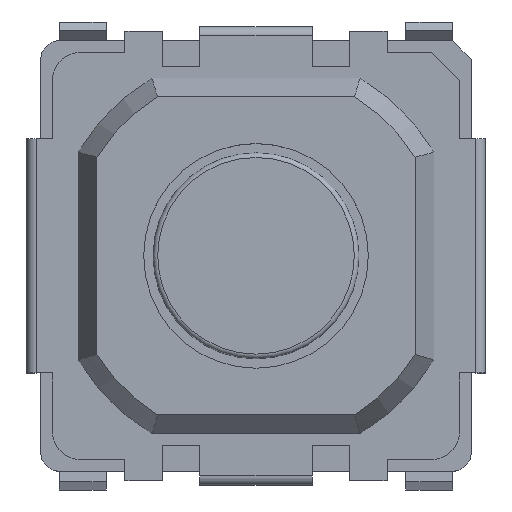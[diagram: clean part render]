
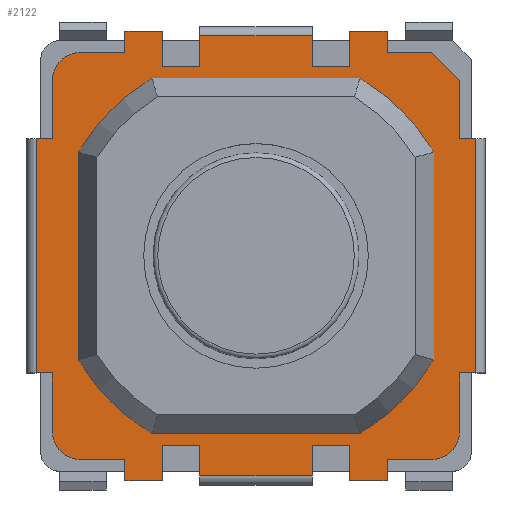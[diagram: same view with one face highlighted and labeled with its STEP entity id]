
A CAD part, top view. The second image highlights one B-rep face of the part: STEP entity #2122.
In plain terms, the highlighted planar face has unit normal (0, 0, 1).
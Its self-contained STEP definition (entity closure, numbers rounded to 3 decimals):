
#13=DIRECTION('',(0.,0.,1.));
#29=DIRECTION('',(0.,-0.,-1.));
#30=DIRECTION('',(1.,0.,0.));
#67=VECTOR('',#30,1.);
#105=VECTOR('',#106,1.);
#106=DIRECTION('',(0.,1.,0.));
#113=VECTOR('',#114,1.);
#114=DIRECTION('',(-0.707,0.707,0.));
#135=VECTOR('',#136,1.);
#136=DIRECTION('',(0.,-1.,0.));
#147=VECTOR('',#148,1.);
#148=DIRECTION('',(-1.,0.,0.));
#180=DIRECTION('',(-0.,0.,1.));
#309=DIRECTION('',(0.,0.,-1.));
#506=DIRECTION('',(1.,0.,0.));
#516=VECTOR('',#506,1.);
#676=VECTOR('',#677,1.);
#677=DIRECTION('',(0.,-1.,-0.));
#751=VECTOR('',#752,1.);
#752=DIRECTION('',(0.,-1.,0.));
#1062=VECTOR('',#1063,1.);
#1063=DIRECTION('',(0.,1.,0.));
#1297=VECTOR('',#1298,1.);
#1298=DIRECTION('',(-1.,0.,0.));
#1305=VERTEX_POINT('',#1306);
#1306=CARTESIAN_POINT('',(-2.175,-1.25,0.8));
#1309=EDGE_CURVE('',#1305,#1310,#1312,.T.);
#1310=VERTEX_POINT('',#1311);
#1311=CARTESIAN_POINT('',(-2.35,-1.25,0.8));
#1312=LINE('',#1306,#1297);
#1327=ORIENTED_EDGE('',*,*,#1328,.T.);
#1328=EDGE_CURVE('',#1305,#1329,#1331,.T.);
#1329=VERTEX_POINT('',#1330);
#1330=CARTESIAN_POINT('',(-2.175,-1.875,0.8));
#1331=LINE('',#1332,#135);
#1332=CARTESIAN_POINT('',(-2.175,2.175,0.8));
#1342=ORIENTED_EDGE('',*,*,#1343,.F.);
#1343=EDGE_CURVE('',#1344,#1329,#1346,.T.);
#1344=VERTEX_POINT('',#1345);
#1345=CARTESIAN_POINT('',(-1.875,-2.175,0.8));
#1346=CIRCLE('',#1347,0.3);
#1347=AXIS2_PLACEMENT_3D('',#1348,#29,#30);
#1348=CARTESIAN_POINT('',(-1.875,-1.875,0.8));
#1358=ORIENTED_EDGE('',*,*,#1359,.T.);
#1359=EDGE_CURVE('',#1344,#1360,#1362,.T.);
#1360=VERTEX_POINT('',#1361);
#1361=CARTESIAN_POINT('',(-1.4,-2.175,0.8));
#1362=LINE('',#1363,#67);
#1363=CARTESIAN_POINT('',(-2.175,-2.175,0.8));
#1373=ORIENTED_EDGE('',*,*,#1374,.T.);
#1374=EDGE_CURVE('',#1360,#1375,#1377,.T.);
#1375=VERTEX_POINT('',#1376);
#1376=CARTESIAN_POINT('',(-1.4,-2.4,0.8));
#1377=LINE('',#1361,#676);
#1389=VERTEX_POINT('',#1390);
#1390=CARTESIAN_POINT('',(-1.4,2.175,0.8));
#1393=EDGE_CURVE('',#1389,#1394,#1396,.T.);
#1394=VERTEX_POINT('',#1395);
#1395=CARTESIAN_POINT('',(-1.4,2.4,0.8));
#1396=LINE('',#1390,#105);
#1406=ORIENTED_EDGE('',*,*,#1407,.T.);
#1407=EDGE_CURVE('',#1389,#1408,#1410,.T.);
#1408=VERTEX_POINT('',#1409);
#1409=CARTESIAN_POINT('',(-1.875,2.175,0.8));
#1410=LINE('',#1411,#147);
#1411=CARTESIAN_POINT('',(2.175,2.175,0.8));
#1423=VERTEX_POINT('',#1424);
#1424=CARTESIAN_POINT('',(-2.175,1.875,0.8));
#1427=EDGE_CURVE('',#1408,#1423,#1428,.T.);
#1428=CIRCLE('',#1429,0.3);
#1429=AXIS2_PLACEMENT_3D('',#1430,#180,#30);
#1430=CARTESIAN_POINT('',(-1.875,1.875,0.8));
#1436=ORIENTED_EDGE('',*,*,#1437,.T.);
#1437=EDGE_CURVE('',#1423,#1438,#1331,.T.);
#1438=VERTEX_POINT('',#1439);
#1439=CARTESIAN_POINT('',(-2.175,1.25,0.8));
#1458=ORIENTED_EDGE('',*,*,#1459,.T.);
#1459=EDGE_CURVE('',#1438,#1460,#1462,.T.);
#1460=VERTEX_POINT('',#1461);
#1461=CARTESIAN_POINT('',(-2.35,1.25,0.8));
#1462=LINE('',#1439,#1297);
#1528=EDGE_CURVE('',#1394,#1529,#1531,.T.);
#1529=VERTEX_POINT('',#1530);
#1530=CARTESIAN_POINT('',(-1.,2.4,0.8));
#1531=LINE('',#1395,#67);
#1542=EDGE_CURVE('',#1529,#1543,#1545,.T.);
#1543=VERTEX_POINT('',#1544);
#1544=CARTESIAN_POINT('',(-1.,2.025,0.8));
#1545=LINE('',#1530,#135);
#1557=VERTEX_POINT('',#1558);
#1558=CARTESIAN_POINT('',(-0.6,2.025,0.8));
#1561=EDGE_CURVE('',#1557,#1562,#1564,.T.);
#1562=VERTEX_POINT('',#1563);
#1563=CARTESIAN_POINT('',(-0.6,2.35,0.8));
#1564=LINE('',#1558,#1565);
#1565=VECTOR('',#1566,1.);
#1566=DIRECTION('',(0.,1.,0.));
#1595=EDGE_CURVE('',#1543,#1557,#1596,.T.);
#1596=LINE('',#1544,#67);
#1621=VERTEX_POINT('',#1622);
#1622=CARTESIAN_POINT('',(0.6,2.025,0.8));
#1638=VERTEX_POINT('',#1639);
#1639=CARTESIAN_POINT('',(0.6,2.35,0.8));
#1643=EDGE_CURVE('',#1638,#1621,#1644,.T.);
#1644=LINE('',#1639,#1645);
#1645=VECTOR('',#1646,1.);
#1646=DIRECTION('',(0.,-1.,0.));
#1655=VERTEX_POINT('',#1656);
#1656=CARTESIAN_POINT('',(1.,2.025,0.8));
#1659=EDGE_CURVE('',#1655,#1660,#1662,.T.);
#1660=VERTEX_POINT('',#1661);
#1661=CARTESIAN_POINT('',(1.,2.4,0.8));
#1662=LINE('',#1656,#105);
#1674=EDGE_CURVE('',#1621,#1655,#1675,.T.);
#1675=LINE('',#1622,#67);
#1685=EDGE_CURVE('',#1660,#1686,#1688,.T.);
#1686=VERTEX_POINT('',#1687);
#1687=CARTESIAN_POINT('',(1.4,2.4,0.8));
#1688=LINE('',#1661,#67);
#1699=EDGE_CURVE('',#1686,#1700,#1702,.T.);
#1700=VERTEX_POINT('',#1701);
#1701=CARTESIAN_POINT('',(1.4,2.175,0.8));
#1702=LINE('',#1687,#135);
#1719=VECTOR('',#1720,1.);
#1720=DIRECTION('',(1.,0.,0.));
#1727=VERTEX_POINT('',#1728);
#1728=CARTESIAN_POINT('',(2.175,1.25,0.8));
#1731=EDGE_CURVE('',#1727,#1732,#1734,.T.);
#1732=VERTEX_POINT('',#1733);
#1733=CARTESIAN_POINT('',(2.35,1.25,0.8));
#1734=LINE('',#1728,#1719);
#1749=ORIENTED_EDGE('',*,*,#1750,.T.);
#1750=EDGE_CURVE('',#1727,#1751,#1753,.T.);
#1751=VERTEX_POINT('',#1752);
#1752=CARTESIAN_POINT('',(2.175,1.875,0.8));
#1753=LINE('',#1754,#105);
#1754=CARTESIAN_POINT('',(2.175,-2.175,0.8));
#1764=ORIENTED_EDGE('',*,*,#1765,.T.);
#1765=EDGE_CURVE('',#1751,#1766,#1768,.T.);
#1766=VERTEX_POINT('',#1767);
#1767=CARTESIAN_POINT('',(1.875,2.175,0.8));
#1768=LINE('',#1769,#113);
#1769=CARTESIAN_POINT('',(2.025,2.025,0.8));
#1779=ORIENTED_EDGE('',*,*,#1780,.T.);
#1780=EDGE_CURVE('',#1766,#1700,#1410,.T.);
#1806=VERTEX_POINT('',#1807);
#1807=CARTESIAN_POINT('',(1.4,-2.4,0.8));
#1809=ORIENTED_EDGE('',*,*,#1810,.T.);
#1810=EDGE_CURVE('',#1806,#1811,#1813,.T.);
#1811=VERTEX_POINT('',#1812);
#1812=CARTESIAN_POINT('',(1.4,-2.175,0.8));
#1813=LINE('',#1807,#105);
#1824=ORIENTED_EDGE('',*,*,#1825,.T.);
#1825=EDGE_CURVE('',#1811,#1826,#1362,.T.);
#1826=VERTEX_POINT('',#1827);
#1827=CARTESIAN_POINT('',(1.875,-2.175,0.8));
#1835=ORIENTED_EDGE('',*,*,#1836,.F.);
#1836=EDGE_CURVE('',#1837,#1826,#1839,.T.);
#1837=VERTEX_POINT('',#1838);
#1838=CARTESIAN_POINT('',(2.175,-1.875,0.8));
#1839=CIRCLE('',#1840,0.3);
#1840=AXIS2_PLACEMENT_3D('',#1841,#29,#30);
#1841=CARTESIAN_POINT('',(1.875,-1.875,0.8));
#1851=ORIENTED_EDGE('',*,*,#1852,.T.);
#1852=EDGE_CURVE('',#1837,#1853,#1753,.T.);
#1853=VERTEX_POINT('',#1854);
#1854=CARTESIAN_POINT('',(2.175,-1.25,0.8));
#1873=ORIENTED_EDGE('',*,*,#1874,.T.);
#1874=EDGE_CURVE('',#1853,#1875,#1877,.T.);
#1875=VERTEX_POINT('',#1876);
#1876=CARTESIAN_POINT('',(2.35,-1.25,0.8));
#1877=LINE('',#1854,#1719);
#1943=VERTEX_POINT('',#1944);
#1944=CARTESIAN_POINT('',(1.,-2.4,0.8));
#1946=ORIENTED_EDGE('',*,*,#1947,.T.);
#1947=EDGE_CURVE('',#1943,#1806,#1948,.T.);
#1948=LINE('',#1944,#67);
#1960=VERTEX_POINT('',#1961);
#1961=CARTESIAN_POINT('',(1.,-2.025,0.8));
#1963=ORIENTED_EDGE('',*,*,#1964,.F.);
#1964=EDGE_CURVE('',#1943,#1960,#1965,.T.);
#1965=LINE('',#1944,#105);
#1974=VERTEX_POINT('',#1975);
#1975=CARTESIAN_POINT('',(0.6,-2.025,0.8));
#1995=VERTEX_POINT('',#1996);
#1996=CARTESIAN_POINT('',(0.6,-2.35,0.8));
#2001=ORIENTED_EDGE('',*,*,#2002,.F.);
#2002=EDGE_CURVE('',#1974,#1995,#2003,.T.);
#2003=LINE('',#1975,#2004);
#2004=VECTOR('',#2005,1.);
#2005=DIRECTION('',(0.,-1.,0.));
#2013=ORIENTED_EDGE('',*,*,#2014,.T.);
#2014=EDGE_CURVE('',#1974,#1960,#2015,.T.);
#2015=LINE('',#1975,#67);
#2038=VERTEX_POINT('',#2039);
#2039=CARTESIAN_POINT('',(-0.6,-2.025,0.8));
#2041=ORIENTED_EDGE('',*,*,#2042,.F.);
#2042=EDGE_CURVE('',#2043,#2038,#2045,.T.);
#2043=VERTEX_POINT('',#2044);
#2044=CARTESIAN_POINT('',(-0.6,-2.35,0.8));
#2045=LINE('',#2044,#2046);
#2046=VECTOR('',#2047,1.);
#2047=DIRECTION('',(0.,1.,0.));
#2070=VERTEX_POINT('',#2071);
#2071=CARTESIAN_POINT('',(-1.,-2.025,0.8));
#2076=VERTEX_POINT('',#2077);
#2077=CARTESIAN_POINT('',(-1.,-2.4,0.8));
#2079=ORIENTED_EDGE('',*,*,#2080,.F.);
#2080=EDGE_CURVE('',#2070,#2076,#2081,.T.);
#2081=LINE('',#2071,#135);
#2089=ORIENTED_EDGE('',*,*,#2090,.T.);
#2090=EDGE_CURVE('',#2070,#2038,#2091,.T.);
#2091=LINE('',#2071,#67);
#2099=ORIENTED_EDGE('',*,*,#2100,.T.);
#2100=EDGE_CURVE('',#1375,#2076,#2101,.T.);
#2101=LINE('',#1376,#67);
#2122=ADVANCED_FACE('',(#2123,#2150),#2198,.T.);
#2123=FACE_BOUND('',#2124,.T.);
#2124=EDGE_LOOP('',(#1342,#1358,#1373,#2099,#2079,#2089,#2041,#2125,#2001,#2013,#1963,#1946,#1809,#1824,#1835,#1851,#1873,#2128,#2131,#1749,#1764,#1779,#2132,#2133,#2134,#2135,#2136,#2137,#2140,#2141,#2142,#2143,#2144,#1406,#2145,#1436,#1458,#2146,#2149,#1327));
#2125=ORIENTED_EDGE('',*,*,#2126,.T.);
#2126=EDGE_CURVE('',#2043,#1995,#2127,.T.);
#2127=LINE('',#2044,#516);
#2128=ORIENTED_EDGE('',*,*,#2129,.T.);
#2129=EDGE_CURVE('',#1875,#1732,#2130,.T.);
#2130=LINE('',#1876,#1062);
#2131=ORIENTED_EDGE('',*,*,#1731,.F.);
#2132=ORIENTED_EDGE('',*,*,#1699,.F.);
#2133=ORIENTED_EDGE('',*,*,#1685,.F.);
#2134=ORIENTED_EDGE('',*,*,#1659,.F.);
#2135=ORIENTED_EDGE('',*,*,#1674,.F.);
#2136=ORIENTED_EDGE('',*,*,#1643,.F.);
#2137=ORIENTED_EDGE('',*,*,#2138,.T.);
#2138=EDGE_CURVE('',#1638,#1562,#2139,.T.);
#2139=LINE('',#1639,#147);
#2140=ORIENTED_EDGE('',*,*,#1561,.F.);
#2141=ORIENTED_EDGE('',*,*,#1595,.F.);
#2142=ORIENTED_EDGE('',*,*,#1542,.F.);
#2143=ORIENTED_EDGE('',*,*,#1528,.F.);
#2144=ORIENTED_EDGE('',*,*,#1393,.F.);
#2145=ORIENTED_EDGE('',*,*,#1427,.T.);
#2146=ORIENTED_EDGE('',*,*,#2147,.T.);
#2147=EDGE_CURVE('',#1460,#1310,#2148,.T.);
#2148=LINE('',#1461,#751);
#2149=ORIENTED_EDGE('',*,*,#1309,.F.);
#2150=FACE_BOUND('',#2151,.T.);
#2151=EDGE_LOOP('',(#2152,#2162,#2167,#2173,#2178,#2184,#2189,#2195));
#2152=ORIENTED_EDGE('',*,*,#2153,.F.);
#2153=EDGE_CURVE('',#2154,#2156,#2158,.T.);
#2154=VERTEX_POINT('',#2155);
#2155=CARTESIAN_POINT('',(-1.109,1.9,0.8));
#2156=VERTEX_POINT('',#2157);
#2157=CARTESIAN_POINT('',(-1.9,1.109,0.8));
#2158=CIRCLE('',#2159,2.2);
#2159=AXIS2_PLACEMENT_3D('',#2160,#2161,#106);
#2160=CARTESIAN_POINT('',(0.,0.,0.8));
#2161=DIRECTION('',(0.,-0.,1.));
#2162=ORIENTED_EDGE('',*,*,#2163,.T.);
#2163=EDGE_CURVE('',#2154,#2164,#2166,.T.);
#2164=VERTEX_POINT('',#2165);
#2165=CARTESIAN_POINT('',(1.109,1.9,0.8));
#2166=LINE('',#2155,#67);
#2167=ORIENTED_EDGE('',*,*,#2168,.T.);
#2168=EDGE_CURVE('',#2164,#2169,#2171,.T.);
#2169=VERTEX_POINT('',#2170);
#2170=CARTESIAN_POINT('',(1.9,1.109,0.8));
#2171=CIRCLE('',#2172,2.2);
#2172=AXIS2_PLACEMENT_3D('',#2160,#309,#106);
#2173=ORIENTED_EDGE('',*,*,#2174,.T.);
#2174=EDGE_CURVE('',#2169,#2175,#2177,.T.);
#2175=VERTEX_POINT('',#2176);
#2176=CARTESIAN_POINT('',(1.9,-1.109,0.8));
#2177=LINE('',#2170,#135);
#2178=ORIENTED_EDGE('',*,*,#2179,.F.);
#2179=EDGE_CURVE('',#2180,#2175,#2182,.T.);
#2180=VERTEX_POINT('',#2181);
#2181=CARTESIAN_POINT('',(1.109,-1.9,0.8));
#2182=CIRCLE('',#2183,2.2);
#2183=AXIS2_PLACEMENT_3D('',#2160,#180,#677);
#2184=ORIENTED_EDGE('',*,*,#2185,.F.);
#2185=EDGE_CURVE('',#2186,#2180,#2188,.T.);
#2186=VERTEX_POINT('',#2187);
#2187=CARTESIAN_POINT('',(-1.109,-1.9,0.8));
#2188=LINE('',#2187,#67);
#2189=ORIENTED_EDGE('',*,*,#2190,.T.);
#2190=EDGE_CURVE('',#2186,#2191,#2193,.T.);
#2191=VERTEX_POINT('',#2192);
#2192=CARTESIAN_POINT('',(-1.9,-1.109,0.8));
#2193=CIRCLE('',#2194,2.2);
#2194=AXIS2_PLACEMENT_3D('',#2160,#309,#677);
#2195=ORIENTED_EDGE('',*,*,#2196,.T.);
#2196=EDGE_CURVE('',#2191,#2156,#2197,.T.);
#2197=LINE('',#2192,#105);
#2198=PLANE('',#2199);
#2199=AXIS2_PLACEMENT_3D('',#2200,#13,#106);
#2200=CARTESIAN_POINT('',(0.,0.,0.8));
